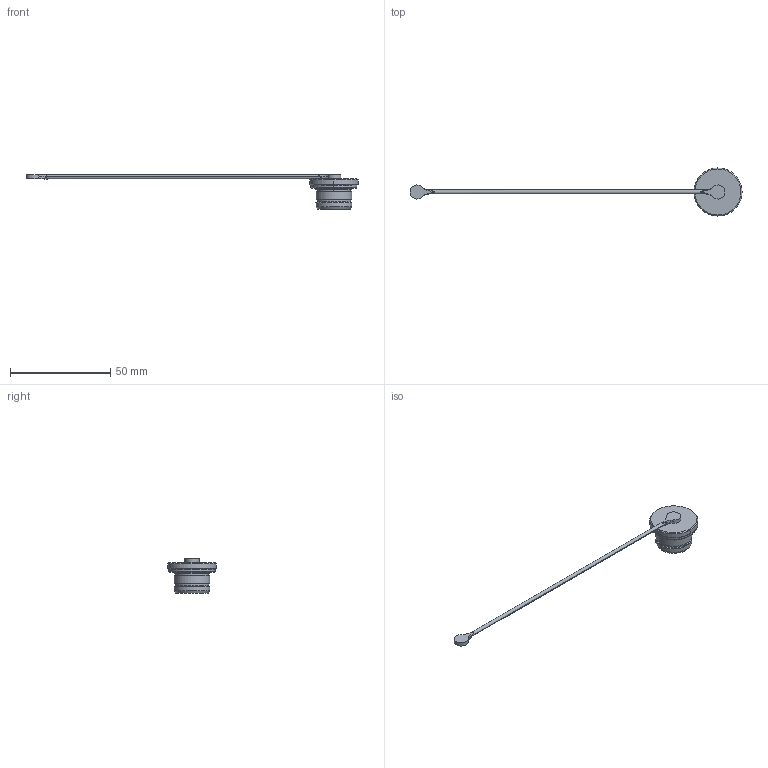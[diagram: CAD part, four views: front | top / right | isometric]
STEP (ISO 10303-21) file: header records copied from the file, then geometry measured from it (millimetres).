
FILE_DESCRIPTION((''),'2;1');
FILE_NAME('13302BM_SW0001','2013-05-22T',('fabiensiebert'),('NET'),'PRO/ENGINEER BY PARAMETRIC TECHNOLOGY CORPORATION, 2010280','PRO/ENGINEER BY PARAMETRIC TECHNOLOGY CORPORATION, 2010280','');
FILE_SCHEMA(('AUTOMOTIVE_DESIGN_CC2 { 1 2 10303 214 -1 1 5 2 }'));
Length unit declared in the file: millimetre
Products named in the file (1): 13302BM_SW0001
Bounding box: 165.5 x 24 x 17.03 mm (x, y, z)
Volume: 5080.5 mm3; surface area: 2924.3 mm2
Topology: 1 solids, 1 shells, 48 faces, 109 edges, 67 vertices
Faces by surface type: cylinder 15, plane 13, cone 8, bspline 8, torus 4
Entity records: 2300 total; most frequent: CARTESIAN_POINT 1157, ORIENTED_EDGE 218, DIRECTION 196, EDGE_CURVE 109, AXIS2_PLACEMENT_3D 81, VERTEX_POINT 67, EDGE_LOOP 52, FACE_OUTER_BOUND 48
